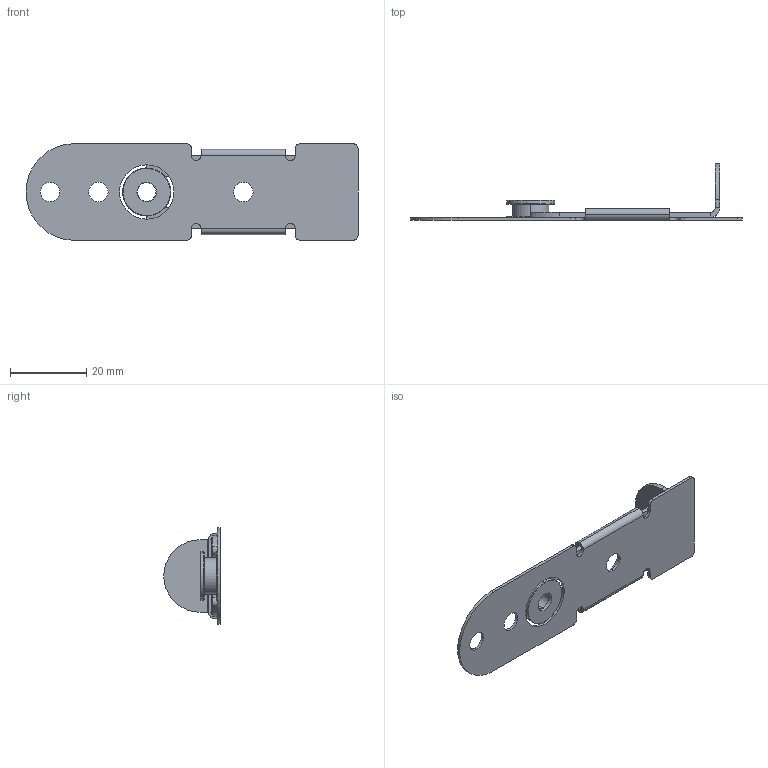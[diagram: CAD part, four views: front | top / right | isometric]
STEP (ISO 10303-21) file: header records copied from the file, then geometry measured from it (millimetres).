
FILE_DESCRIPTION (( 'STEP AP214' ), '1' );
FILE_NAME ('am-5286 Snap Latch Assembly.STEP', '2024-09-09T20:29:29', ( '' ), ( '' ), 'SwSTEP 2.0', 'SolidWorks 2024', '' );
FILE_SCHEMA (( 'AUTOMOTIVE_DESIGN' ));
Length unit declared in the file: inch
Products named in the file (5): ip-5286_slide Snap Latch Slider; am-5286 Snap Latch Assembly; ip-5286_base Snap Latch Base Plate; am-1726 Snap Latch Spacer; 10 Washer am-1026
Assembly tree (5 placements, depth 2):
  am-5286 Snap Latch Assembly
    ip-5286_base Snap Latch Base Plate
    ip-5286_slide Snap Latch Slider
    am-1726 Snap Latch Spacer
    10 Washer am-1026  x2
Bounding box: 87.31 x 14.84 x 25.4 mm (x, y, z)
Volume: 3037 mm3; surface area: 7318.1 mm2
Topology: 5 solids, 5 shells, 134 faces, 340 edges, 216 vertices
Faces by surface type: cylinder 71, plane 55, torus 8
Entity records: 4006 total; most frequent: DIRECTION 726, CARTESIAN_POINT 656, ORIENTED_EDGE 640, EDGE_CURVE 320, AXIS2_PLACEMENT_3D 274, VERTEX_POINT 204, LINE 178, VECTOR 178
